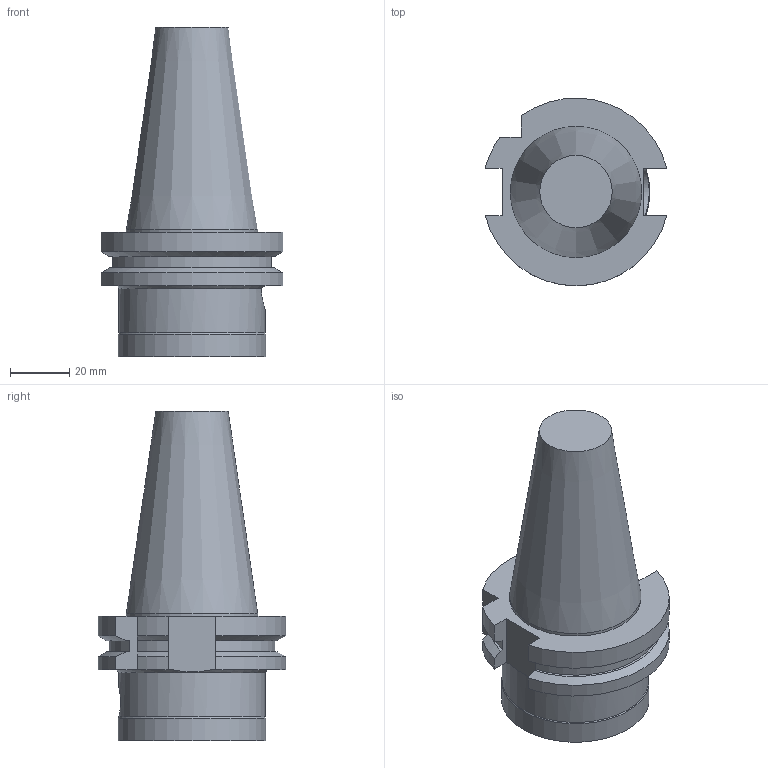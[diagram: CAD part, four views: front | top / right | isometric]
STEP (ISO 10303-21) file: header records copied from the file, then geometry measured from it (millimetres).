
FILE_DESCRIPTION((''),'1');
FILE_NAME('BDV40-CKB5-43.stp','2023-11-07T01:53:35',(''),(''),'Spatial Interop R21 SP3','Kubotek KeyCreator 2011 V10.0.2 (22737)',' ');
FILE_SCHEMA(('automotive_design'));
Length unit declared in the file: millimetre
Products named in the file (1): 240[2]
Bounding box: 61.48 x 63.54 x 111.4 mm (x, y, z)
Volume: 143349.6 mm3; surface area: 23628 mm2
Topology: 1 solids, 1 shells, 45 faces, 125 edges, 84 vertices
Faces by surface type: plane 21, cylinder 15, cone 9
Full cylindrical faces by diameter (mm): 10.3 x1, 28 x1, 44.45 x1, 49.5 x1, 50 x1
Entity records: 2624 total; most frequent: CARTESIAN_POINT 408, ORIENTED_EDGE 228, DIRECTION 219, PRESENTATION_STYLE_ASSIGNMENT 206, COLOUR_RGB 206, STYLED_ITEM 160, CURVE_STYLE 160, DRAUGHTING_PRE_DEFINED_CURVE_FONT 160
